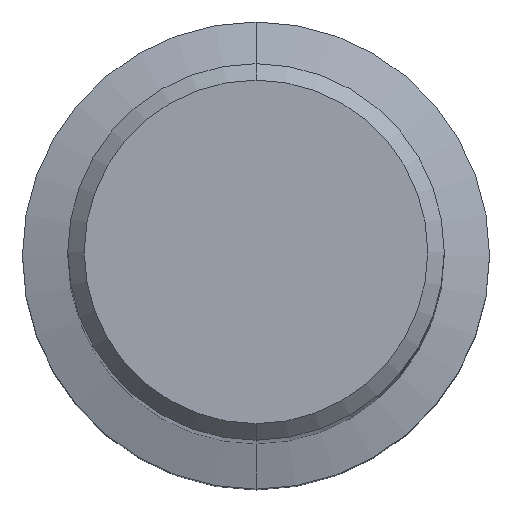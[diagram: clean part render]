
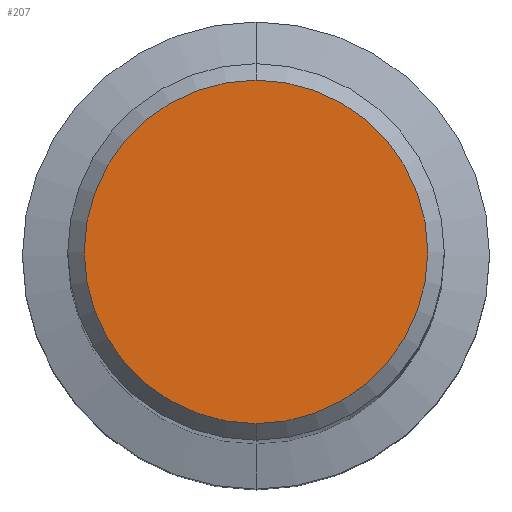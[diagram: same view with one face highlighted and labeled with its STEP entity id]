
A CAD part, top view. The second image highlights one B-rep face of the part: STEP entity #207.
In plain terms, the highlighted planar face has unit normal (0, 0, 1).
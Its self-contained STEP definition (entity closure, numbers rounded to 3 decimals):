
#207=ADVANCED_FACE('',(#562),#563,.T.);
#251=VERTEX_POINT('',#611);
#331=EDGE_CURVE('',#251,#391,#701,.T.);
#391=VERTEX_POINT('',#765);
#469=EDGE_CURVE('',#391,#251,#853,.T.);
#562=FACE_OUTER_BOUND('',#950,.T.);
#563=PLANE('',#951);
#611=CARTESIAN_POINT('',(0.,-6.25,0.0));
#701=CIRCLE('',#1262,6.25);
#765=CARTESIAN_POINT('',(0.0,6.25,0.0));
#853=CIRCLE('',#1539,6.25);
#950=EDGE_LOOP('',(#1710,#1711));
#951=AXIS2_PLACEMENT_3D('',#1712,#1713,#1714);
#1262=AXIS2_PLACEMENT_3D('',#1880,#1881,#1882);
#1539=AXIS2_PLACEMENT_3D('',#2045,#2046,#2047);
#1710=ORIENTED_EDGE('',*,*,#469,.F.);
#1711=ORIENTED_EDGE('',*,*,#331,.F.);
#1712=CARTESIAN_POINT('',(0.0,3.125,0.0));
#1713=DIRECTION('',(-0.0,0.0,1.0));
#1714=DIRECTION('',(0.0,-1.0,0.0));
#1880=CARTESIAN_POINT('',(0.0,0.0,0.0));
#1881=DIRECTION('',(0.0,0.0,-1.0));
#1882=DIRECTION('',(0.0,1.0,0.0));
#2045=CARTESIAN_POINT('',(0.0,0.0,0.0));
#2046=DIRECTION('',(0.0,0.0,-1.0));
#2047=DIRECTION('',(0.0,1.0,0.0));
